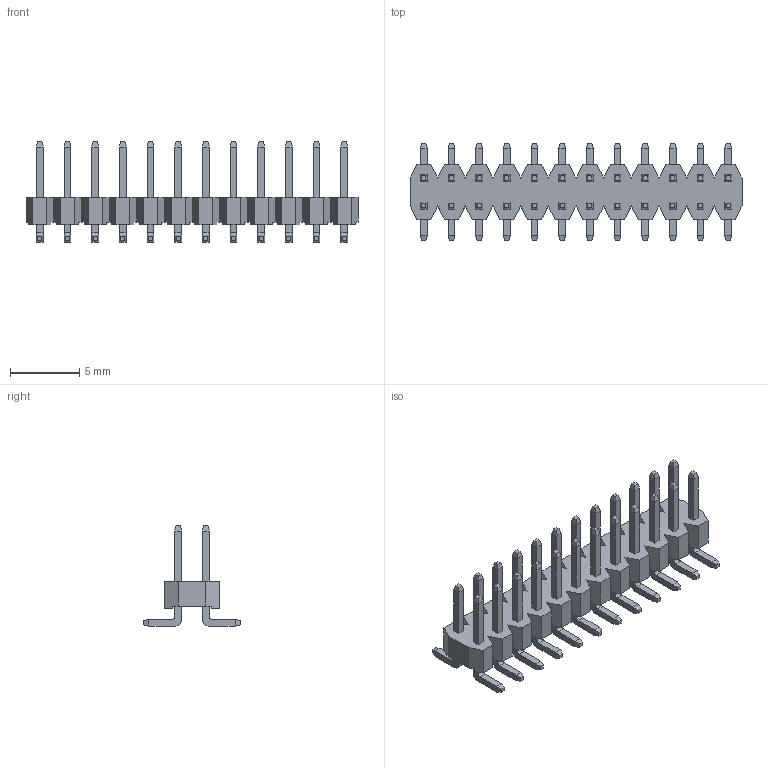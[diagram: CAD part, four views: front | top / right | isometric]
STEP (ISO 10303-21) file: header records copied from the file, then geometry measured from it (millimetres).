
FILE_DESCRIPTION (( 'STEP AP214' ), '1' );
FILE_NAME ('FPH20069-D24S1014110711M-REF.STEP', '2026-04-01T02:34:07', ( '' ), ( '' ), 'SwSTEP 2.0', 'SolidWorks 2021', '' );
FILE_SCHEMA (( 'AUTOMOTIVE_DESIGN' ));
Length unit declared in the file: millimetre
Products named in the file (1): FPH20069-D24S1014110711M-REF
Bounding box: 24 x 7 x 7.25 mm (x, y, z)
Volume: 199.1 mm3; surface area: 683.9 mm2
Topology: 1 solids, 1 shells, 652 faces, 1614 edges, 1012 vertices
Faces by surface type: plane 604, cylinder 48
Entity records: 18772 total; most frequent: CARTESIAN_POINT 3279, ORIENTED_EDGE 3228, DIRECTION 3016, EDGE_CURVE 1614, VECTOR 1518, LINE 1518, VERTEX_POINT 1012, AXIS2_PLACEMENT_3D 749
